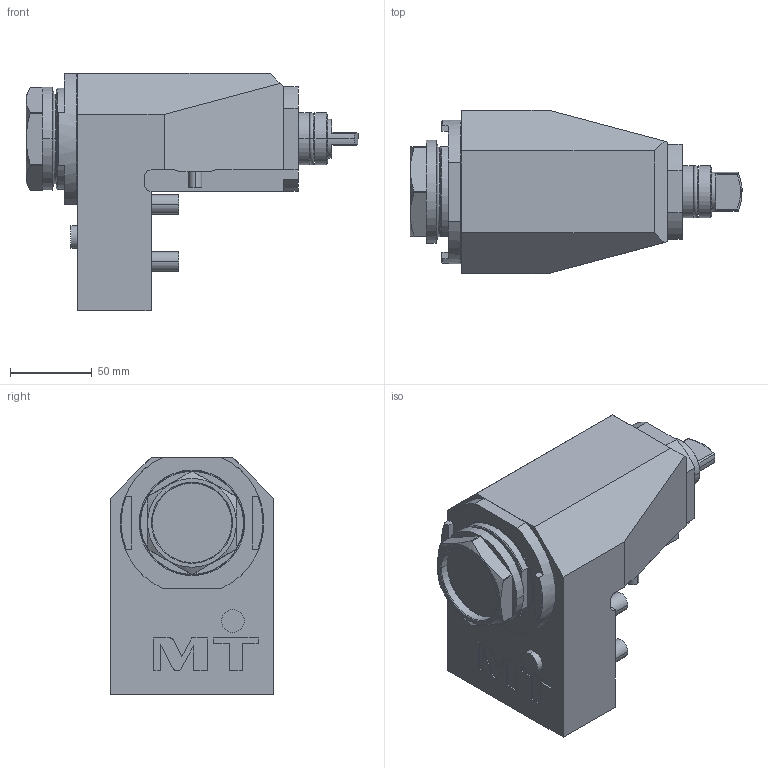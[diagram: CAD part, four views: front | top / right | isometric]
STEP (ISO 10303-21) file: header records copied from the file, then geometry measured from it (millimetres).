
FILE_DESCRIPTION((''),'2;1');
FILE_NAME('MSL0360250_CONF','2023-02-27T15:03:53',('sterribile'),('M.T. srl'),'CREO PARAMETRIC BY PTC INC, 2021072','CREO PARAMETRIC BY PTC INC, 2021072','');
FILE_SCHEMA(('CONFIG_CONTROL_DESIGN'));
Length unit declared in the file: millimetre
Products named in the file (1): MSL0360250_CONF
Bounding box: 203.11 x 100 x 145 mm (x, y, z)
Volume: 1182343.3 mm3; surface area: 105015.1 mm2
Topology: 2 solids, 2 shells, 217 faces, 539 edges, 350 vertices
Faces by surface type: plane 111, cylinder 68, cone 26, torus 10, extrusion 2
Entity records: 6791 total; most frequent: CARTESIAN_POINT 1478, DIRECTION 1123, ORIENTED_EDGE 1078, EDGE_CURVE 539, AXIS2_PLACEMENT_3D 409, VERTEX_POINT 350, VECTOR 305, LINE 303
